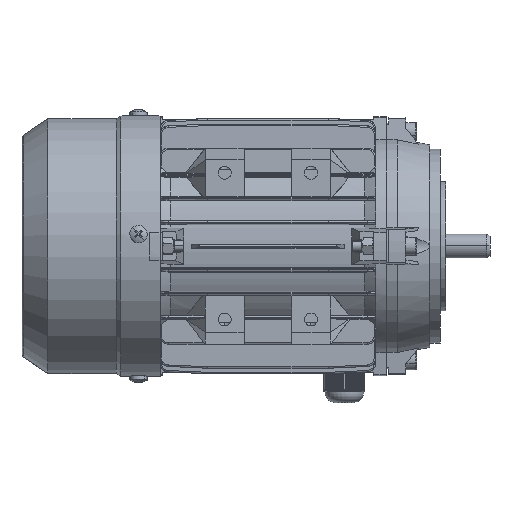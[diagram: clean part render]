
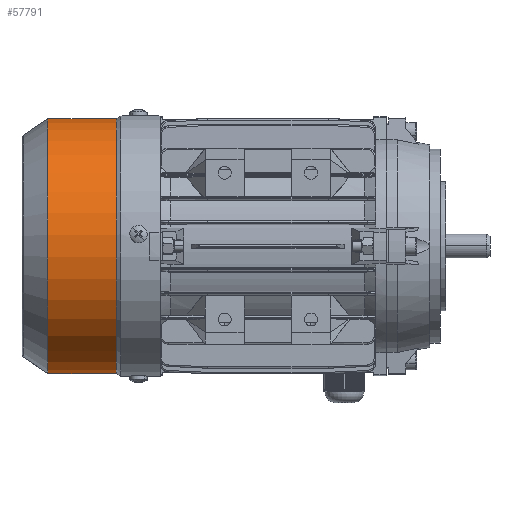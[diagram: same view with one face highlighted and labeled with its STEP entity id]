
A CAD part, front view. The second image highlights one B-rep face of the part: STEP entity #57791.
In plain terms, the highlighted cylindrical face has radius 59.3 mm (diameter 118.6 mm), a partial arc.
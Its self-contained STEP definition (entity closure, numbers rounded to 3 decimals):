
#3166 = CARTESIAN_POINT ( 'NONE',  ( 20.3, 0., -59.3 ) ) ;
#3172 = CARTESIAN_POINT ( 'NONE',  ( 20.3, 0., 59.3 ) ) ;
#19968 = DIRECTION ( 'NONE',  ( 0., 0., 1. ) ) ;
#19969 = DIRECTION ( 'NONE',  ( -1., 0., 0. ) ) ;
#19970 = CARTESIAN_POINT ( 'NONE',  ( 20.3, 0., 0. ) ) ;
#19971 = AXIS2_PLACEMENT_3D ( 'NONE', #19970, #19969, #19968 ) ;
#19972 = CIRCLE ( 'NONE', #19971, 59.3 ) ;
#20205 = DIRECTION ( 'NONE',  ( 0., 0., 1. ) ) ;
#20206 = DIRECTION ( 'NONE',  ( -1., 0., 0. ) ) ;
#20207 = CARTESIAN_POINT ( 'NONE',  ( 52., 0., 0. ) ) ;
#20208 = AXIS2_PLACEMENT_3D ( 'NONE', #20207, #20206, #20205 ) ;
#20209 = CIRCLE ( 'NONE', #20208, 59.3 ) ;
#20240 = DIRECTION ( 'NONE',  ( 0., 0., 1. ) ) ;
#20241 = DIRECTION ( 'NONE',  ( -1., 0., 0. ) ) ;
#20242 = CARTESIAN_POINT ( 'NONE',  ( 0., 0., 0. ) ) ;
#20243 = AXIS2_PLACEMENT_3D ( 'NONE', #20242, #20241, #20240 ) ;
#20245 = CYLINDRICAL_SURFACE ( 'NONE', #20243, 59.3 ) ;
#20246 = FACE_OUTER_BOUND ( 'NONE', #57792, .T. ) ;
#37576 = VERTEX_POINT ( 'NONE', #63242 ) ;
#37582 = VERTEX_POINT ( 'NONE', #63236 ) ;
#38098 = EDGE_CURVE ( 'NONE', #37576, #48388, #64098, .T. ) ;
#38262 = EDGE_CURVE ( 'NONE', #37582, #48386, #64451, .T. ) ;
#48386 = VERTEX_POINT ( 'NONE', #3172 ) ;
#48388 = VERTEX_POINT ( 'NONE', #3166 ) ;
#57709 = ORIENTED_EDGE ( 'NONE', *, *, #38098, .F. ) ;
#57710 = ORIENTED_EDGE ( 'NONE', *, *, #57789, .T. ) ;
#57711 = ORIENTED_EDGE ( 'NONE', *, *, #38262, .T. ) ;
#57712 = ORIENTED_EDGE ( 'NONE', *, *, #57713, .F. ) ;
#57713 = EDGE_CURVE ( 'NONE', #48388, #48386, #19972, .T. ) ;
#57789 = EDGE_CURVE ( 'NONE', #37576, #37582, #20209, .T. ) ;
#57791 = ADVANCED_FACE ( 'NONE', ( #20246 ), #20245, .T. ) ;
#57792 = EDGE_LOOP ( 'NONE', ( #57709, #57710, #57711, #57712 ) ) ;
#63236 = CARTESIAN_POINT ( 'NONE',  ( 52., 0., 59.3 ) ) ;
#63242 = CARTESIAN_POINT ( 'NONE',  ( 52., 0., -59.3 ) ) ;
#64095 = DIRECTION ( 'NONE',  ( -1., 0., 0. ) ) ;
#64096 = VECTOR ( 'NONE', #64095, 1000. ) ;
#64097 = CARTESIAN_POINT ( 'NONE',  ( 0., 0., -59.3 ) ) ;
#64098 = LINE ( 'NONE', #64097, #64096 ) ;
#64448 = DIRECTION ( 'NONE',  ( -1., 0., 0. ) ) ;
#64449 = VECTOR ( 'NONE', #64448, 1000. ) ;
#64450 = CARTESIAN_POINT ( 'NONE',  ( 0., 0., 59.3 ) ) ;
#64451 = LINE ( 'NONE', #64450, #64449 ) ;
